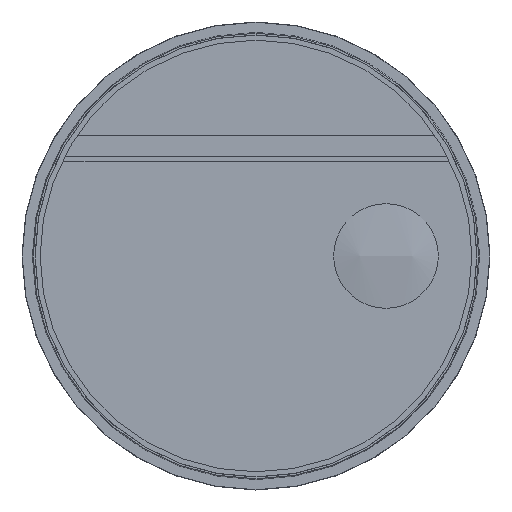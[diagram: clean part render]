
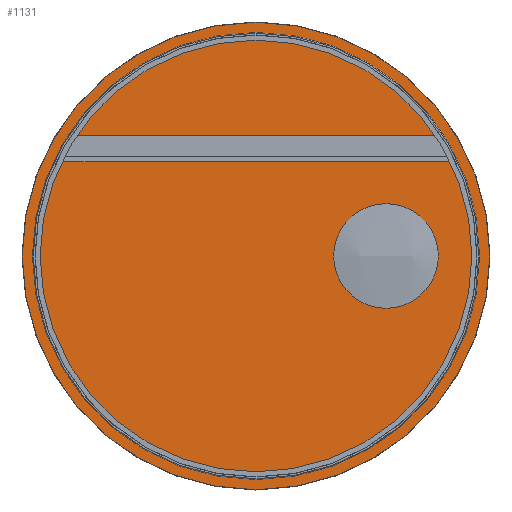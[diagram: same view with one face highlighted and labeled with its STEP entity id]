
A CAD part, top view. The second image highlights one B-rep face of the part: STEP entity #1131.
In plain terms, the highlighted face is planar.
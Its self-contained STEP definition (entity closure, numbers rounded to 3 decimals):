
#169=PLANE('',#1274);
#466=ORIENTED_EDGE('',*,*,#596,.T.);
#467=ORIENTED_EDGE('',*,*,#597,.T.);
#596=EDGE_CURVE('',#674,#674,#724,.T.);
#597=EDGE_CURVE('',#675,#675,#725,.F.);
#674=VERTEX_POINT('',#1866);
#675=VERTEX_POINT('',#1868);
#724=CIRCLE('',#1275,100.);
#725=CIRCLE('',#1276,449.5);
#806=EDGE_LOOP('',(#466));
#807=EDGE_LOOP('',(#467));
#902=FACE_BOUND('',#806,.T.);
#903=FACE_BOUND('',#807,.T.);
#1131=ADVANCED_FACE('',(#902,#903),#169,.F.);
#1274=AXIS2_PLACEMENT_3D('',#1864,#1564,#1565);
#1275=AXIS2_PLACEMENT_3D('',#1865,#1566,#1567);
#1276=AXIS2_PLACEMENT_3D('',#1867,#1568,#1569);
#1564=DIRECTION('',(1.,0.,0.));
#1565=DIRECTION('',(0.,0.,-1.));
#1566=DIRECTION('',(1.,0.,0.));
#1567=DIRECTION('',(0.,-1.,0.));
#1568=DIRECTION('',(1.,0.,0.));
#1569=DIRECTION('',(0.,0.,-1.));
#1864=CARTESIAN_POINT('',(0.,0.,0.));
#1865=CARTESIAN_POINT('',(0.,0.,250.));
#1866=CARTESIAN_POINT('',(0.,-100.,250.));
#1867=CARTESIAN_POINT('',(0.,0.,0.));
#1868=CARTESIAN_POINT('',(0.,0.,-449.5));
